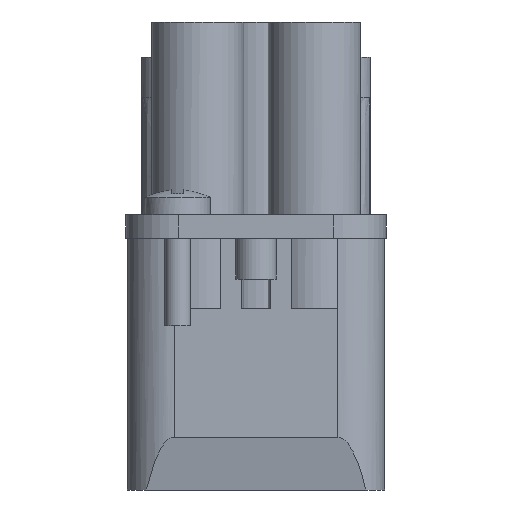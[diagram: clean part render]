
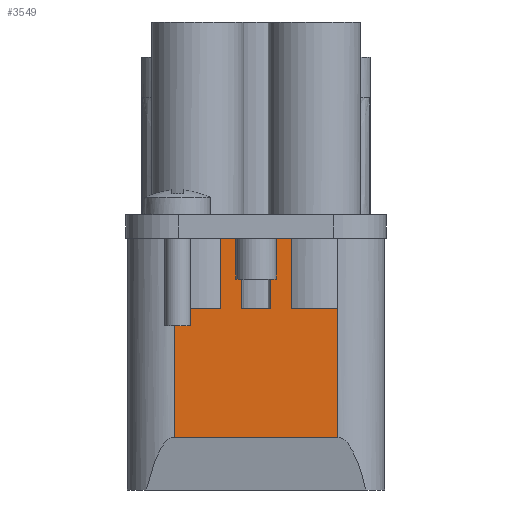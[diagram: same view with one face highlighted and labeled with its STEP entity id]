
A CAD part, left-side view. The second image highlights one B-rep face of the part: STEP entity #3549.
In plain terms, the highlighted planar face has unit normal (-1, 0, 0).
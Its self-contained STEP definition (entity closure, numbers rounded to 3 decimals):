
#3117=FACE_OUTER_BOUND('',#5194,.T.);
#3549=ADVANCED_FACE('',(#3117),#4033,.F.);
#4033=PLANE('',#12490);
#5194=EDGE_LOOP('',(#6209,#6210,#6211,#6212,#6213,#6214,#6215,#6216,#6217,
#6218,#6219,#6220));
#6209=ORIENTED_EDGE('',*,*,#9504,.T.);
#6210=ORIENTED_EDGE('',*,*,#9505,.T.);
#6211=ORIENTED_EDGE('',*,*,#9506,.T.);
#6212=ORIENTED_EDGE('',*,*,#9507,.F.);
#6213=ORIENTED_EDGE('',*,*,#9508,.T.);
#6214=ORIENTED_EDGE('',*,*,#9441,.T.);
#6215=ORIENTED_EDGE('',*,*,#9509,.T.);
#6216=ORIENTED_EDGE('',*,*,#9510,.F.);
#6217=ORIENTED_EDGE('',*,*,#9511,.T.);
#6218=ORIENTED_EDGE('',*,*,#9437,.T.);
#6219=ORIENTED_EDGE('',*,*,#9512,.T.);
#6220=ORIENTED_EDGE('',*,*,#9513,.F.);
#8550=VERTEX_POINT('',#16239);
#8551=VERTEX_POINT('',#16241);
#8554=VERTEX_POINT('',#16247);
#8555=VERTEX_POINT('',#16249);
#8607=VERTEX_POINT('',#16512);
#8608=VERTEX_POINT('',#16513);
#8609=VERTEX_POINT('',#16515);
#8610=VERTEX_POINT('',#16517);
#8611=VERTEX_POINT('',#16519);
#8612=VERTEX_POINT('',#16522);
#8613=VERTEX_POINT('',#16524);
#8614=VERTEX_POINT('',#16527);
#9437=EDGE_CURVE('',#8551,#8550,#10509,.T.);
#9441=EDGE_CURVE('',#8555,#8554,#10513,.T.);
#9504=EDGE_CURVE('',#8607,#8608,#10548,.T.);
#9505=EDGE_CURVE('',#8608,#8609,#10549,.T.);
#9506=EDGE_CURVE('',#8609,#8610,#10550,.T.);
#9507=EDGE_CURVE('',#8611,#8610,#10551,.T.);
#9508=EDGE_CURVE('',#8611,#8555,#10552,.T.);
#9509=EDGE_CURVE('',#8554,#8612,#10553,.T.);
#9510=EDGE_CURVE('',#8613,#8612,#10554,.T.);
#9511=EDGE_CURVE('',#8613,#8551,#10555,.T.);
#9512=EDGE_CURVE('',#8550,#8614,#10556,.T.);
#9513=EDGE_CURVE('',#8607,#8614,#10557,.T.);
#10509=LINE('',#16240,#11231);
#10513=LINE('',#16248,#11235);
#10548=LINE('',#16511,#11270);
#10549=LINE('',#16514,#11271);
#10550=LINE('',#16516,#11272);
#10551=LINE('',#16518,#11273);
#10552=LINE('',#16520,#11274);
#10553=LINE('',#16521,#11275);
#10554=LINE('',#16523,#11276);
#10555=LINE('',#16525,#11277);
#10556=LINE('',#16526,#11278);
#10557=LINE('',#16528,#11279);
#11231=VECTOR('',#13497,1.);
#11235=VECTOR('',#13501,1.);
#11270=VECTOR('',#13584,1.);
#11271=VECTOR('',#13585,1.);
#11272=VECTOR('',#13586,1.);
#11273=VECTOR('',#13587,1.);
#11274=VECTOR('',#13588,1.);
#11275=VECTOR('',#13589,1.);
#11276=VECTOR('',#13590,1.);
#11277=VECTOR('',#13591,1.);
#11278=VECTOR('',#13592,1.);
#11279=VECTOR('',#13593,1.);
#12490=AXIS2_PLACEMENT_3D('',#16529,#13594,#13595);
#13497=DIRECTION('',(0.,1.,0.));
#13501=DIRECTION('',(0.,1.,0.));
#13584=DIRECTION('',(0.,0.,-1.));
#13585=DIRECTION('',(0.,-1.,0.));
#13586=DIRECTION('',(0.,0.,1.));
#13587=DIRECTION('',(0.,-1.,0.));
#13588=DIRECTION('',(0.,0.,1.));
#13589=DIRECTION('',(0.,0.,-1.));
#13590=DIRECTION('',(0.,-1.,0.));
#13591=DIRECTION('',(0.,0.,1.));
#13592=DIRECTION('',(0.,0.,-1.));
#13593=DIRECTION('',(0.,-1.,0.));
#13594=DIRECTION('',(1.,0.,0.));
#13595=DIRECTION('',(0.,0.,-1.));
#16239=CARTESIAN_POINT('',(-13.2,3.,0.));
#16240=CARTESIAN_POINT('',(-13.2,-11.,0.));
#16241=CARTESIAN_POINT('',(-13.2,1.25,0.));
#16247=CARTESIAN_POINT('',(-13.2,-1.25,0.));
#16248=CARTESIAN_POINT('',(-13.2,-11.,0.));
#16249=CARTESIAN_POINT('',(-13.2,-3.,0.));
#16511=CARTESIAN_POINT('',(-13.2,7.,-8.55));
#16512=CARTESIAN_POINT('',(-13.2,7.,-6.));
#16513=CARTESIAN_POINT('',(-13.2,7.,-17.05));
#16514=CARTESIAN_POINT('',(-13.2,10.,-17.05));
#16515=CARTESIAN_POINT('',(-13.2,-7.,-17.05));
#16516=CARTESIAN_POINT('',(-13.2,-7.,-8.55));
#16517=CARTESIAN_POINT('',(-13.2,-7.,-6.));
#16518=CARTESIAN_POINT('',(-13.2,-3.,-6.));
#16519=CARTESIAN_POINT('',(-13.2,-3.,-6.));
#16520=CARTESIAN_POINT('',(-13.2,-3.,-20.5));
#16521=CARTESIAN_POINT('',(-13.2,-1.25,-20.5));
#16522=CARTESIAN_POINT('',(-13.2,-1.25,-6.));
#16523=CARTESIAN_POINT('',(-13.2,1.25,-6.));
#16524=CARTESIAN_POINT('',(-13.2,1.25,-6.));
#16525=CARTESIAN_POINT('',(-13.2,1.25,-20.5));
#16526=CARTESIAN_POINT('',(-13.2,3.,-20.5));
#16527=CARTESIAN_POINT('',(-13.2,3.,-6.));
#16528=CARTESIAN_POINT('',(-13.2,7.,-6.));
#16529=CARTESIAN_POINT('',(-13.2,-11.,-20.5));
